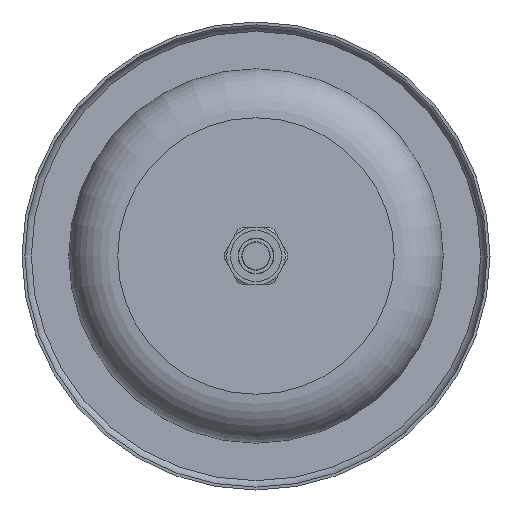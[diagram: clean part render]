
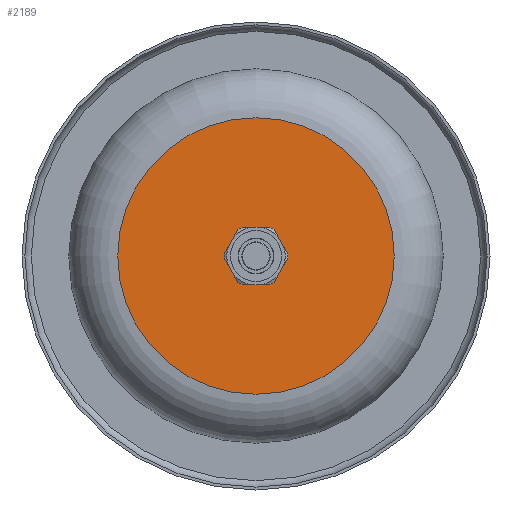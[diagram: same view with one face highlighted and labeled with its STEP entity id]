
A CAD part, front view. The second image highlights one B-rep face of the part: STEP entity #2189.
In plain terms, the highlighted face is planar.
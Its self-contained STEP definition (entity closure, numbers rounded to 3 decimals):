
#2149=CARTESIAN_POINT('',(24.0,0.,40.0));
#2150=VERTEX_POINT('',#2149);
#2151=CARTESIAN_POINT('',(0.0,0.0,40.0));
#2152=DIRECTION('',(0.0,0.0,-1.0));
#2153=DIRECTION('',(-1.0,0.0,0.0));
#2154=AXIS2_PLACEMENT_3D('',#2151,#2152,#2153);
#2155=CIRCLE('',#2154,24.0);
#2156=EDGE_CURVE('',#2150,#2150,#2155,.T.);
#2181=CARTESIAN_POINT('',(0.,0.0,40.0));
#2182=DIRECTION('',(0.0,0.0,1.0));
#2183=DIRECTION('',(1.0,0.0,0.0));
#2184=AXIS2_PLACEMENT_3D('',#2181,#2182,#2183);
#2185=PLANE('',#2184);
#2186=ORIENTED_EDGE('',*,*,#2156,.F.);
#2187=EDGE_LOOP('',(#2186));
#2188=FACE_OUTER_BOUND('',#2187,.T.);
#2189=ADVANCED_FACE('',(#2188),#2185,.T.);
